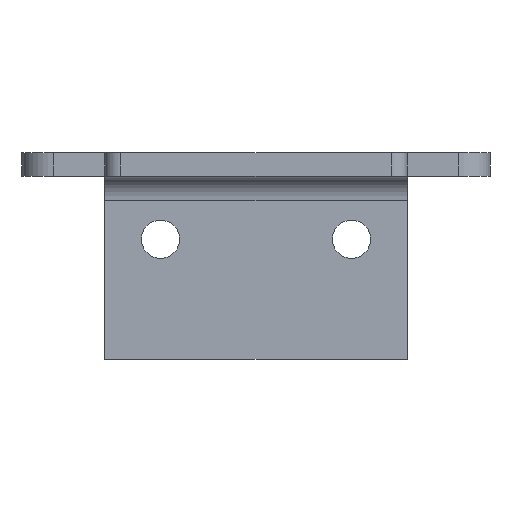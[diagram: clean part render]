
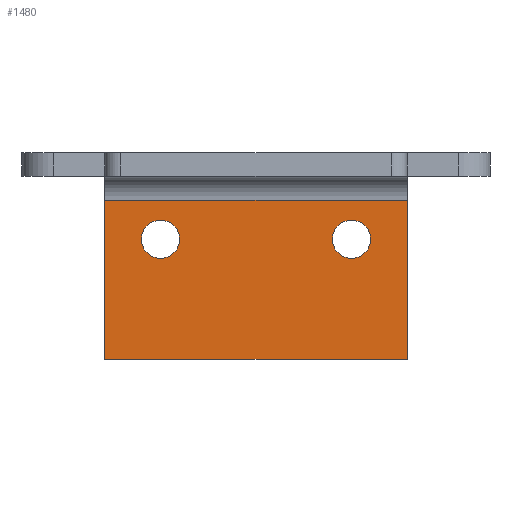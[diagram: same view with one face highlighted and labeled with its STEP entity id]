
A CAD part, front view. The second image highlights one B-rep face of the part: STEP entity #1480.
In plain terms, the highlighted planar face has unit normal (0, -1, 0).
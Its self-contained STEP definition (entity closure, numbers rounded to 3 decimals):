
#45=FACE_BOUND('',#243,.T.);
#46=FACE_BOUND('',#244,.T.);
#85=PLANE('',#1638);
#138=FACE_OUTER_BOUND('',#242,.T.);
#242=EDGE_LOOP('',(#1169,#1170,#1171,#1172));
#243=EDGE_LOOP('',(#1173));
#244=EDGE_LOOP('',(#1174));
#375=LINE('',#2409,#491);
#378=LINE('',#2415,#494);
#379=LINE('',#2417,#495);
#380=LINE('',#2418,#496);
#491=VECTOR('',#1963,2.16);
#494=VECTOR('',#1968,10.);
#495=VECTOR('',#1969,2.16);
#496=VECTOR('',#1970,10.);
#615=CIRCLE('',#1629,1.2);
#617=CIRCLE('',#1632,1.2);
#733=VERTEX_POINT('',#2388);
#735=VERTEX_POINT('',#2394);
#739=VERTEX_POINT('',#2406);
#740=VERTEX_POINT('',#2408);
#742=VERTEX_POINT('',#2414);
#743=VERTEX_POINT('',#2416);
#895=EDGE_CURVE('',#733,#733,#615,.T.);
#898=EDGE_CURVE('',#735,#735,#617,.T.);
#905=EDGE_CURVE('',#740,#739,#375,.T.);
#908=EDGE_CURVE('',#739,#742,#378,.T.);
#909=EDGE_CURVE('',#743,#742,#379,.T.);
#910=EDGE_CURVE('',#743,#740,#380,.F.);
#1169=ORIENTED_EDGE('',*,*,#908,.T.);
#1170=ORIENTED_EDGE('',*,*,#909,.F.);
#1171=ORIENTED_EDGE('',*,*,#910,.T.);
#1172=ORIENTED_EDGE('',*,*,#905,.T.);
#1173=ORIENTED_EDGE('',*,*,#895,.T.);
#1174=ORIENTED_EDGE('',*,*,#898,.T.);
#1480=ADVANCED_FACE('',(#138,#45,#46),#85,.T.);
#1629=AXIS2_PLACEMENT_3D('',#2389,#1941,#1942);
#1632=AXIS2_PLACEMENT_3D('',#2395,#1948,#1949);
#1638=AXIS2_PLACEMENT_3D('',#2413,#1966,#1967);
#1941=DIRECTION('center_axis',(0.,1.,0.));
#1942=DIRECTION('ref_axis',(1.,0.,0.));
#1948=DIRECTION('center_axis',(0.,1.,0.));
#1949=DIRECTION('ref_axis',(1.,0.,0.));
#1963=DIRECTION('',(0.,0.,1.));
#1966=DIRECTION('center_axis',(0.,-1.,0.));
#1967=DIRECTION('ref_axis',(-1.,0.,0.));
#1968=DIRECTION('',(-1.,0.,0.));
#1969=DIRECTION('',(0.,0.,1.));
#1970=DIRECTION('',(-1.,0.,0.));
#2388=CARTESIAN_POINT('',(4.8,88.65,-17.95));
#2389=CARTESIAN_POINT('Origin',(6.,88.65,-17.95));
#2394=CARTESIAN_POINT('',(-7.2,88.65,-17.95));
#2395=CARTESIAN_POINT('Origin',(-6.,88.65,-17.95));
#2406=CARTESIAN_POINT('',(9.5,88.65,-15.5));
#2408=CARTESIAN_POINT('',(9.5,88.65,-25.5));
#2409=CARTESIAN_POINT('',(9.5,88.65,-8.714));
#2413=CARTESIAN_POINT('Origin',(0.,88.65,-21.304));
#2414=CARTESIAN_POINT('',(-9.5,88.65,-15.5));
#2415=CARTESIAN_POINT('',(0.,88.65,-15.5));
#2416=CARTESIAN_POINT('',(-9.5,88.65,-25.5));
#2417=CARTESIAN_POINT('',(-9.5,88.65,-8.714));
#2418=CARTESIAN_POINT('',(4.75,88.65,-25.5));
